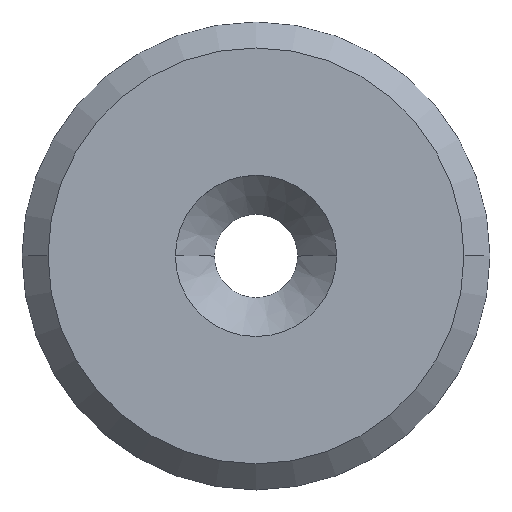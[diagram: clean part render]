
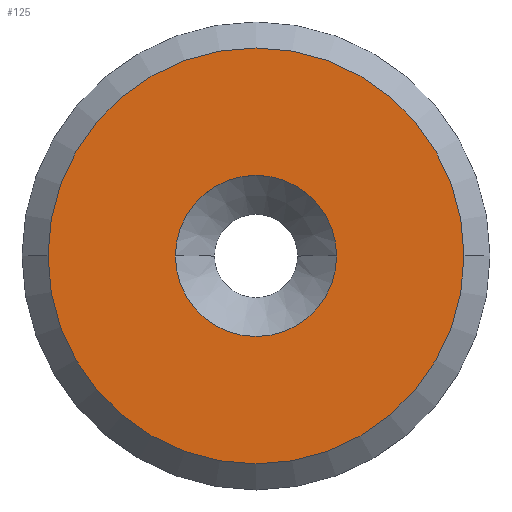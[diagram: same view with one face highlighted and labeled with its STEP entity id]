
A CAD part, top view. The second image highlights one B-rep face of the part: STEP entity #125.
In plain terms, the highlighted planar face has unit normal (0, 0, 1).
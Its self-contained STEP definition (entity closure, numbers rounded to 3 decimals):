
#81=VERTEX_POINT('',#199);
#89=EDGE_CURVE('',#159,#95,#208,.T.);
#95=VERTEX_POINT('',#214);
#99=EDGE_CURVE('',#81,#149,#219,.T.);
#125=ADVANCED_FACE('',(#252,#253),#254,.T.);
#149=VERTEX_POINT('',#279);
#159=VERTEX_POINT('',#289);
#163=EDGE_CURVE('',#95,#159,#294,.T.);
#167=EDGE_CURVE('',#149,#81,#298,.T.);
#199=CARTESIAN_POINT('',(16.0,0.,4.));
#208=CIRCLE('',#336,6.2);
#214=CARTESIAN_POINT('',(6.2,0.,4.));
#219=CIRCLE('',#349,16.0);
#252=FACE_BOUND('',#386,.T.);
#253=FACE_OUTER_BOUND('',#387,.T.);
#254=PLANE('',#388);
#279=CARTESIAN_POINT('',(-16.0,0.,4.));
#289=CARTESIAN_POINT('',(-6.2,0.,4.));
#294=CIRCLE('',#442,6.2);
#298=CIRCLE('',#449,16.0);
#336=AXIS2_PLACEMENT_3D('',#482,#483,#484);
#349=AXIS2_PLACEMENT_3D('',#495,#496,#497);
#386=EDGE_LOOP('',(#559,#560));
#387=EDGE_LOOP('',(#561,#562));
#388=AXIS2_PLACEMENT_3D('',#563,#564,#565);
#442=AXIS2_PLACEMENT_3D('',#591,#592,#593);
#449=AXIS2_PLACEMENT_3D('',#595,#596,#597);
#482=CARTESIAN_POINT('',(0.,0.,4.));
#483=DIRECTION('',(0.,0.,1.0));
#484=DIRECTION('',(-1.0,0.,0.));
#495=CARTESIAN_POINT('',(0.,0.,4.));
#496=DIRECTION('',(0.,0.,1.0));
#497=DIRECTION('',(-1.0,0.,0.));
#559=ORIENTED_EDGE('',*,*,#89,.F.);
#560=ORIENTED_EDGE('',*,*,#163,.F.);
#561=ORIENTED_EDGE('',*,*,#167,.T.);
#562=ORIENTED_EDGE('',*,*,#99,.T.);
#563=CARTESIAN_POINT('',(-11.1,0.,4.));
#564=DIRECTION('',(0.,0.,1.0));
#565=DIRECTION('',(-1.0,0.,0.0));
#591=CARTESIAN_POINT('',(0.,0.,4.));
#592=DIRECTION('',(0.,0.,1.0));
#593=DIRECTION('',(-1.0,0.,0.));
#595=CARTESIAN_POINT('',(0.,0.,4.));
#596=DIRECTION('',(0.,0.,1.0));
#597=DIRECTION('',(-1.0,0.,0.));
